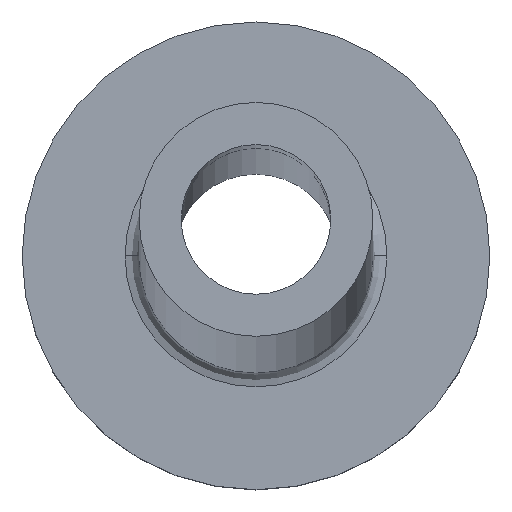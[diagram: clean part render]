
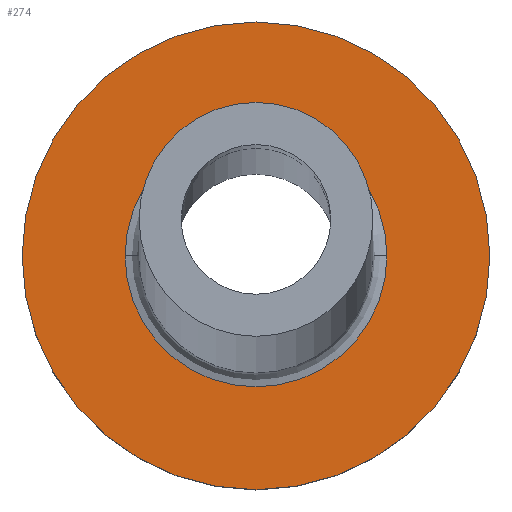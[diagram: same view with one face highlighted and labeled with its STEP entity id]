
A CAD part, top view. The second image highlights one B-rep face of the part: STEP entity #274.
In plain terms, the highlighted planar face has unit normal (0, 0, 1).
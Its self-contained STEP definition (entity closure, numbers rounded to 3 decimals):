
#4 = EDGE_CURVE ( 'NONE', #168, #432, #205, .T. ) ;
#33 = CARTESIAN_POINT ( 'NONE',  ( 0., 0., 3. ) ) ;
#58 = DIRECTION ( 'NONE',  ( 0., 0., -1. ) ) ;
#60 = CARTESIAN_POINT ( 'NONE',  ( 0., 0., 3. ) ) ;
#67 = FACE_BOUND ( 'NONE', #229, .T. ) ;
#77 = ORIENTED_EDGE ( 'NONE', *, *, #301, .T. ) ;
#93 = CARTESIAN_POINT ( 'NONE',  ( -2.8, 0., 3. ) ) ;
#96 = AXIS2_PLACEMENT_3D ( 'NONE', #317, #170, #450 ) ;
#101 = AXIS2_PLACEMENT_3D ( 'NONE', #369, #323, #107 ) ;
#107 = DIRECTION ( 'NONE',  ( 1., 0., 0. ) ) ;
#116 = EDGE_LOOP ( 'NONE', ( #303, #77 ) ) ;
#125 = AXIS2_PLACEMENT_3D ( 'NONE', #60, #58, #352 ) ;
#140 = DIRECTION ( 'NONE',  ( 1., 0., 0. ) ) ;
#168 = VERTEX_POINT ( 'NONE', #93 ) ;
#170 = DIRECTION ( 'NONE',  ( 0., 0., 1. ) ) ;
#197 = EDGE_CURVE ( 'NONE', #432, #168, #386, .T. ) ;
#205 = CIRCLE ( 'NONE', #101, 2.8 ) ;
#217 = EDGE_CURVE ( 'NONE', #307, #227, #305, .T. ) ;
#222 = DIRECTION ( 'NONE',  ( 1., 0., 0. ) ) ;
#227 = VERTEX_POINT ( 'NONE', #412 ) ;
#229 = EDGE_LOOP ( 'NONE', ( #359, #436 ) ) ;
#252 = FACE_OUTER_BOUND ( 'NONE', #116, .T. ) ;
#274 = ADVANCED_FACE ( 'NONE', ( #67, #252 ), #396, .T. ) ;
#283 = AXIS2_PLACEMENT_3D ( 'NONE', #33, #327, #140 ) ;
#301 = EDGE_CURVE ( 'NONE', #227, #307, #451, .T. ) ;
#303 = ORIENTED_EDGE ( 'NONE', *, *, #217, .T. ) ;
#304 = AXIS2_PLACEMENT_3D ( 'NONE', #397, #421, #222 ) ;
#305 = CIRCLE ( 'NONE', #96, 5. ) ;
#307 = VERTEX_POINT ( 'NONE', #361 ) ;
#317 = CARTESIAN_POINT ( 'NONE',  ( 0., 0., 3. ) ) ;
#323 = DIRECTION ( 'NONE',  ( 0., 0., -1. ) ) ;
#327 = DIRECTION ( 'NONE',  ( 0., 0., 1. ) ) ;
#352 = DIRECTION ( 'NONE',  ( 1., 0., 0. ) ) ;
#359 = ORIENTED_EDGE ( 'NONE', *, *, #197, .T. ) ;
#361 = CARTESIAN_POINT ( 'NONE',  ( -5., 0., 3. ) ) ;
#369 = CARTESIAN_POINT ( 'NONE',  ( 0., 0., 3. ) ) ;
#386 = CIRCLE ( 'NONE', #125, 2.8 ) ;
#396 = PLANE ( 'NONE',  #283 ) ;
#397 = CARTESIAN_POINT ( 'NONE',  ( 0., 0., 3. ) ) ;
#412 = CARTESIAN_POINT ( 'NONE',  ( 5., 0., 3. ) ) ;
#421 = DIRECTION ( 'NONE',  ( 0., 0., 1. ) ) ;
#432 = VERTEX_POINT ( 'NONE', #435 ) ;
#435 = CARTESIAN_POINT ( 'NONE',  ( 2.8, 0., 3. ) ) ;
#436 = ORIENTED_EDGE ( 'NONE', *, *, #4, .T. ) ;
#450 = DIRECTION ( 'NONE',  ( 1., 0., 0. ) ) ;
#451 = CIRCLE ( 'NONE', #304, 5. ) ;
